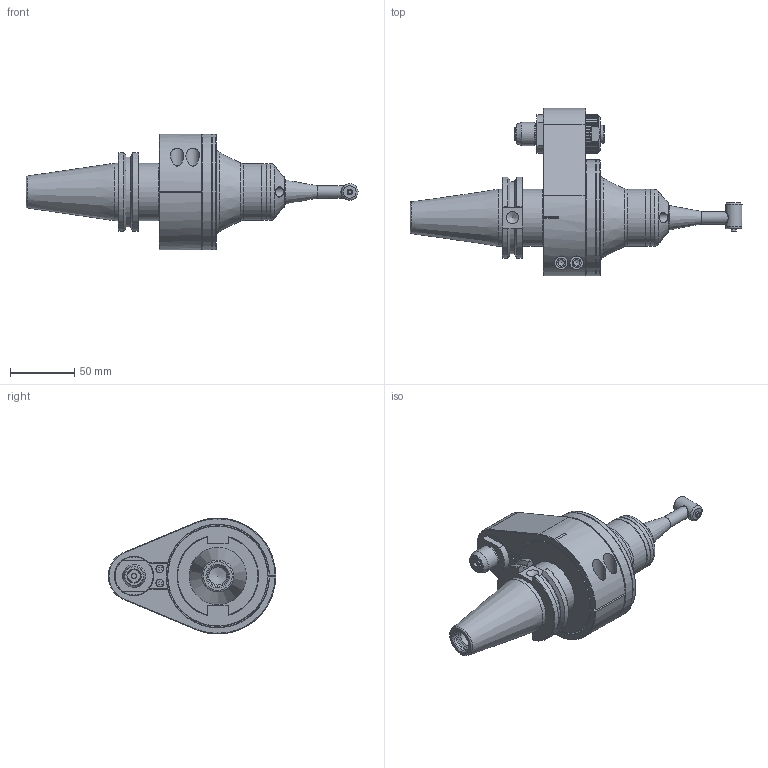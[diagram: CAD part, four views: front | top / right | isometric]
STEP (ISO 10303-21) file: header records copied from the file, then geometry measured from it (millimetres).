
FILE_DESCRIPTION(/* description */ (''),/* implementation_level */ '2;1');
FILE_NAME(/* name */ '9.GM9.3.300-12C40.stp',/* time_stamp */ '2025-03-12T15:07:06-04:00',/* author */ ('jkrenzer'),/* organization */ (''),/* preprocessor_version */ 'ST-DEVELOPER v18.1',/* originating_system */ 'Autodesk Inventor 2022',/* authorisation */ '');
FILE_SCHEMA (('AUTOMOTIVE_DESIGN { 1 0 10303 214 3 1 1 }'));
Products named in the file (3): 9.GM9.3.300-12C40; 9_GA1_446_1 (Classic, Type 1, Cat40, 65mm); GM90300-000MC
Assembly tree (2 placements, depth 2):
  9.GM9.3.300-12C40
    9_GA1_446_1 (Classic, Type 1, Cat40, 65mm)
    GM90300-000MC
Bounding box: 257.8 x 130 x 90 mm (x, y, z)
Volume: 456658.1 mm3; surface area: 117977.1 mm2
Topology: 21 solids, 23 shells, 645 faces, 1671 edges, 1077 vertices
Faces by surface type: plane 293, cylinder 167, cone 131, bspline 20, torus 18, sphere 16
Full cylindrical faces by diameter (mm): 3 x1, 3.3 x5, 4 x3, 4.2 x6, 4.5 x4, 4.8 x1, 5 x4, 6 x2, 6.5 x1, 7 x2, 7.5 x4, 8.5 x1, 9.7 x1, 10 x4, 10.5 x2, 11 x1, 12 x1, 12.8 x1, 13 x1, 14 x3, 15.2 x1, 15.875 x1, 16 x1, 16.28 x1, 17 x2, 17.5 x1, 18 x4, 18.9 x1, 19 x1, 24 x2
Entity records: 24476 total; most frequent: CARTESIAN_POINT 8544, DIRECTION 3387, ORIENTED_EDGE 3241, EDGE_CURVE 1622, AXIS2_PLACEMENT_3D 1275, VERTEX_POINT 1077, LINE 837, VECTOR 837
